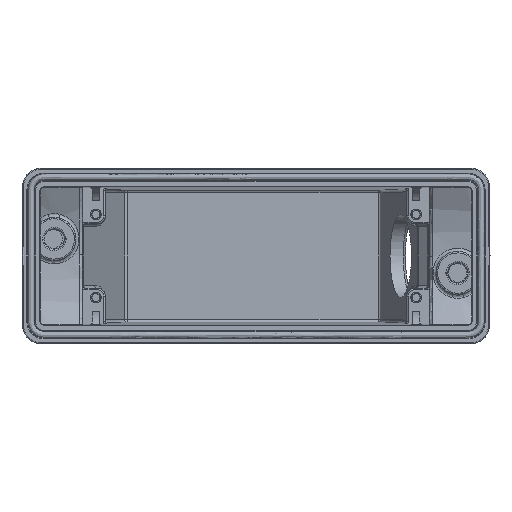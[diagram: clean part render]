
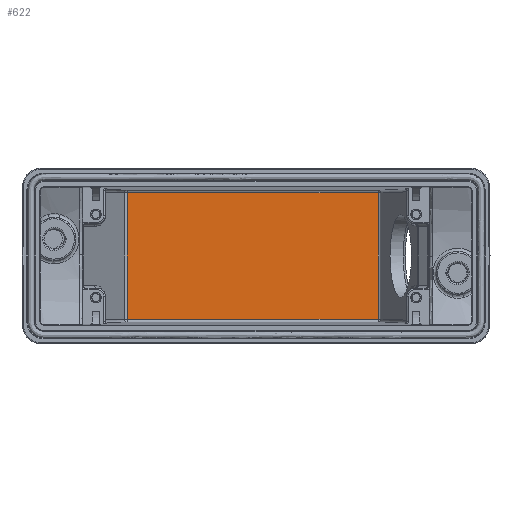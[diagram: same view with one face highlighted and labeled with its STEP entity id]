
A CAD part, front view. The second image highlights one B-rep face of the part: STEP entity #622.
In plain terms, the highlighted planar face has unit normal (0, -1, 0).
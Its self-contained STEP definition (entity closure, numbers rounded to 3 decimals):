
#212=PLANE('',#8559);
#622=ADVANCED_FACE('',(#1257),#212,.F.);
#1257=FACE_OUTER_BOUND('',#1722,.T.);
#1722=EDGE_LOOP('',(#4144,#4145,#4146,#4147));
#2499=LINE('',#12731,#3085);
#2503=LINE('',#12744,#3089);
#2505=LINE('',#12754,#3091);
#2506=LINE('',#12756,#3092);
#3085=VECTOR('',#9626,1.);
#3089=VECTOR('',#9644,1.);
#3091=VECTOR('',#9656,1.);
#3092=VECTOR('',#9659,1.);
#4144=ORIENTED_EDGE('',*,*,#7073,.T.);
#4145=ORIENTED_EDGE('',*,*,#7066,.T.);
#4146=ORIENTED_EDGE('',*,*,#7079,.T.);
#4147=ORIENTED_EDGE('',*,*,#7078,.T.);
#6190=VERTEX_POINT('',#12724);
#6191=VERTEX_POINT('',#12728);
#6195=VERTEX_POINT('',#12745);
#6196=VERTEX_POINT('',#12751);
#7066=EDGE_CURVE('',#6191,#6190,#2499,.T.);
#7073=EDGE_CURVE('',#6195,#6191,#2503,.T.);
#7078=EDGE_CURVE('',#6196,#6195,#2505,.T.);
#7079=EDGE_CURVE('',#6190,#6196,#2506,.T.);
#8559=AXIS2_PLACEMENT_3D('',#12757,#9660,#9661);
#9626=DIRECTION('',(-1.,0.,0.));
#9644=DIRECTION('',(0.,0.,1.));
#9656=DIRECTION('',(1.,0.,0.));
#9659=DIRECTION('',(0.,0.,-1.));
#9660=DIRECTION('',(0.,1.,0.));
#9661=DIRECTION('',(-1.,0.,0.));
#12724=CARTESIAN_POINT('',(-41.748,95.,20.51));
#12728=CARTESIAN_POINT('',(39.677,95.,20.51));
#12731=CARTESIAN_POINT('',(39.677,95.,20.51));
#12744=CARTESIAN_POINT('',(39.677,95.,-20.51));
#12745=CARTESIAN_POINT('',(39.677,95.,-20.51));
#12751=CARTESIAN_POINT('',(-41.748,95.,-20.51));
#12754=CARTESIAN_POINT('',(-41.748,95.,-20.51));
#12756=CARTESIAN_POINT('',(-41.748,95.,20.51));
#12757=CARTESIAN_POINT('',(40.444,95.,-21.5));
